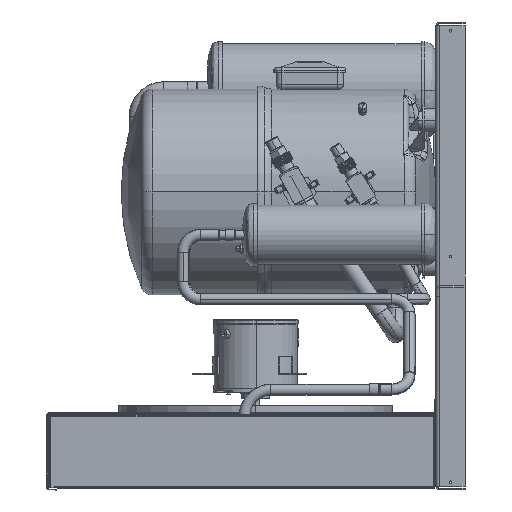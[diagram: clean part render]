
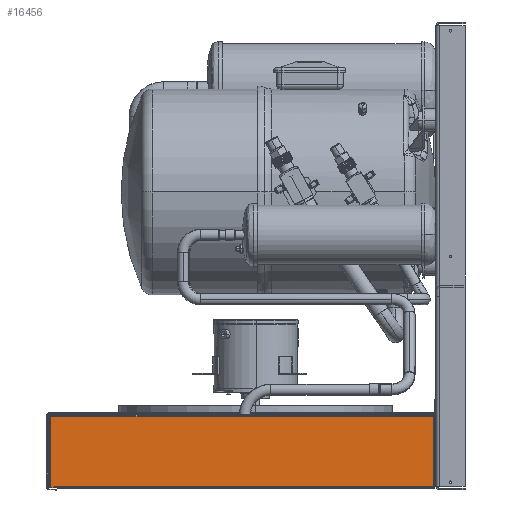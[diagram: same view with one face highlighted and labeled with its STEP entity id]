
A CAD part, left-side view. The second image highlights one B-rep face of the part: STEP entity #16456.
In plain terms, the highlighted face is planar.
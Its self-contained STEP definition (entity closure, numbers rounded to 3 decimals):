
#365 = EDGE_CURVE ( 'NONE', #17635, #121560, #24634, .T. ) ;
#3362 = VECTOR ( 'NONE', #114302, 1000. ) ;
#4224 = DIRECTION ( 'NONE',  ( 0., 0., 1. ) ) ;
#5025 = CARTESIAN_POINT ( 'NONE',  ( 0., 654.8, -121.25 ) ) ;
#6992 = VERTEX_POINT ( 'NONE', #114216 ) ;
#7043 = DIRECTION ( 'NONE',  ( 0., 0., 1. ) ) ;
#7134 = CARTESIAN_POINT ( 'NONE',  ( 0., 645.5, -1.8 ) ) ;
#10313 = DIRECTION ( 'NONE',  ( 0., 0., -1. ) ) ;
#10568 = VECTOR ( 'NONE', #66522, 1000. ) ;
#12328 = VERTEX_POINT ( 'NONE', #103691 ) ;
#12741 = CARTESIAN_POINT ( 'NONE',  ( 0., 0., -121.25 ) ) ;
#13584 = ORIENTED_EDGE ( 'NONE', *, *, #24029, .F. ) ;
#14325 = CARTESIAN_POINT ( 'NONE',  ( 0., 646.25, 0. ) ) ;
#15724 = CARTESIAN_POINT ( 'NONE',  ( 0., 654.8, -122. ) ) ;
#15944 = EDGE_CURVE ( 'NONE', #93791, #108268, #98594, .T. ) ;
#16456 = ADVANCED_FACE ( 'NONE', ( #82043 ), #101114, .F. ) ;
#17099 = CARTESIAN_POINT ( 'NONE',  ( 0., 655.55, 0. ) ) ;
#17635 = VERTEX_POINT ( 'NONE', #18922 ) ;
#18054 = EDGE_CURVE ( 'NONE', #36298, #97781, #101229, .T. ) ;
#18184 = ORIENTED_EDGE ( 'NONE', *, *, #54346, .F. ) ;
#18670 = EDGE_CURVE ( 'NONE', #76656, #59076, #98004, .T. ) ;
#18922 = CARTESIAN_POINT ( 'NONE',  ( 0., 655.55, -125.3 ) ) ;
#22892 = ORIENTED_EDGE ( 'NONE', *, *, #66814, .F. ) ;
#23154 = DIRECTION ( 'NONE',  ( 0., -1., 0. ) ) ;
#24029 = EDGE_CURVE ( 'NONE', #17635, #6992, #40643, .T. ) ;
#24634 = LINE ( 'NONE', #116248, #49894 ) ;
#27908 = ORIENTED_EDGE ( 'NONE', *, *, #103067, .F. ) ;
#28432 = VECTOR ( 'NONE', #101908, 1000. ) ;
#29454 = EDGE_CURVE ( 'NONE', #59076, #108824, #86385, .T. ) ;
#29767 = DIRECTION ( 'NONE',  ( 0., -1., 0. ) ) ;
#31551 = DIRECTION ( 'NONE',  ( 0., 1., 0. ) ) ;
#32164 = EDGE_CURVE ( 'NONE', #12328, #108824, #103976, .T. ) ;
#33783 = VECTOR ( 'NONE', #92469, 1000. ) ;
#34501 = ORIENTED_EDGE ( 'NONE', *, *, #100550, .F. ) ;
#36298 = VERTEX_POINT ( 'NONE', #115492 ) ;
#36461 = LINE ( 'NONE', #118142, #83993 ) ;
#38293 = CARTESIAN_POINT ( 'NONE',  ( 0., 1.8, -122. ) ) ;
#39249 = EDGE_LOOP ( 'NONE', ( #90136, #112437, #50396, #100508, #18184, #66316, #34501, #98877, #27908, #22892, #13584, #119584 ) ) ;
#40643 = LINE ( 'NONE', #17099, #113465 ) ;
#41499 = VECTOR ( 'NONE', #10313, 1000. ) ;
#41969 = CARTESIAN_POINT ( 'NONE',  ( 0., 1.8, -122. ) ) ;
#45026 = DIRECTION ( 'NONE',  ( -1., 0., 0. ) ) ;
#48162 = CARTESIAN_POINT ( 'NONE',  ( 0., 645.5, 0. ) ) ;
#48460 = AXIS2_PLACEMENT_3D ( 'NONE', #82005, #45026, #111496 ) ;
#49240 = LINE ( 'NONE', #95566, #10568 ) ;
#49894 = VECTOR ( 'NONE', #31551, 1000. ) ;
#50396 = ORIENTED_EDGE ( 'NONE', *, *, #29454, .F. ) ;
#54346 = EDGE_CURVE ( 'NONE', #36298, #76656, #91991, .T. ) ;
#59076 = VERTEX_POINT ( 'NONE', #110329 ) ;
#65511 = DIRECTION ( 'NONE',  ( 0., 1., 0. ) ) ;
#66316 = ORIENTED_EDGE ( 'NONE', *, *, #18054, .T. ) ;
#66522 = DIRECTION ( 'NONE',  ( 0., 0., 1. ) ) ;
#66814 = EDGE_CURVE ( 'NONE', #6992, #96899, #85525, .T. ) ;
#67503 = CARTESIAN_POINT ( 'NONE',  ( 0., 0., 0. ) ) ;
#72616 = CARTESIAN_POINT ( 'NONE',  ( 0., 645.5, -2.55 ) ) ;
#72730 = VECTOR ( 'NONE', #65511, 1000. ) ;
#76656 = VERTEX_POINT ( 'NONE', #72616 ) ;
#78711 = VECTOR ( 'NONE', #29767, 1000. ) ;
#80670 = CARTESIAN_POINT ( 'NONE',  ( 0., 656.5, -125.3 ) ) ;
#81606 = CARTESIAN_POINT ( 'NONE',  ( 0., 1.8, -1.8 ) ) ;
#82005 = CARTESIAN_POINT ( 'NONE',  ( 0., 0., 0. ) ) ;
#82043 = FACE_OUTER_BOUND ( 'NONE', #39249, .T. ) ;
#82978 = CARTESIAN_POINT ( 'NONE',  ( 0., 654.8, 0. ) ) ;
#83993 = VECTOR ( 'NONE', #4224, 1000. ) ;
#85525 = LINE ( 'NONE', #12741, #110837 ) ;
#86385 = LINE ( 'NONE', #92624, #111712 ) ;
#90136 = ORIENTED_EDGE ( 'NONE', *, *, #118915, .T. ) ;
#91991 = LINE ( 'NONE', #48162, #41499 ) ;
#92469 = DIRECTION ( 'NONE',  ( 0., 0., -1. ) ) ;
#92624 = CARTESIAN_POINT ( 'NONE',  ( 0., 646.25, 0. ) ) ;
#93791 = VERTEX_POINT ( 'NONE', #41969 ) ;
#95566 = CARTESIAN_POINT ( 'NONE',  ( 0., 1.8, -125.3 ) ) ;
#96899 = VERTEX_POINT ( 'NONE', #5025 ) ;
#97781 = VERTEX_POINT ( 'NONE', #81606 ) ;
#98004 = LINE ( 'NONE', #122353, #72730 ) ;
#98594 = LINE ( 'NONE', #38293, #3362 ) ;
#98877 = ORIENTED_EDGE ( 'NONE', *, *, #15944, .T. ) ;
#100508 = ORIENTED_EDGE ( 'NONE', *, *, #18670, .F. ) ;
#100550 = EDGE_CURVE ( 'NONE', #93791, #97781, #49240, .T. ) ;
#101114 = PLANE ( 'NONE',  #48460 ) ;
#101229 = LINE ( 'NONE', #7134, #28432 ) ;
#101908 = DIRECTION ( 'NONE',  ( 0., -1., 0. ) ) ;
#103067 = EDGE_CURVE ( 'NONE', #96899, #108268, #106563, .T. ) ;
#103691 = CARTESIAN_POINT ( 'NONE',  ( 0., 656.5, 0. ) ) ;
#103976 = LINE ( 'NONE', #67503, #78711 ) ;
#106563 = LINE ( 'NONE', #82978, #33783 ) ;
#108268 = VERTEX_POINT ( 'NONE', #15724 ) ;
#108824 = VERTEX_POINT ( 'NONE', #14325 ) ;
#110329 = CARTESIAN_POINT ( 'NONE',  ( 0., 646.25, -2.55 ) ) ;
#110837 = VECTOR ( 'NONE', #23154, 1000. ) ;
#111496 = DIRECTION ( 'NONE',  ( 0., 0., 1. ) ) ;
#111712 = VECTOR ( 'NONE', #7043, 1000. ) ;
#112437 = ORIENTED_EDGE ( 'NONE', *, *, #32164, .T. ) ;
#113465 = VECTOR ( 'NONE', #121672, 1000. ) ;
#114216 = CARTESIAN_POINT ( 'NONE',  ( 0., 655.55, -121.25 ) ) ;
#114302 = DIRECTION ( 'NONE',  ( 0., 1., 0. ) ) ;
#115492 = CARTESIAN_POINT ( 'NONE',  ( 0., 645.5, -1.8 ) ) ;
#116248 = CARTESIAN_POINT ( 'NONE',  ( 0., 659.8, -125.3 ) ) ;
#118142 = CARTESIAN_POINT ( 'NONE',  ( 0., 656.5, -125.3 ) ) ;
#118915 = EDGE_CURVE ( 'NONE', #121560, #12328, #36461, .T. ) ;
#119584 = ORIENTED_EDGE ( 'NONE', *, *, #365, .T. ) ;
#121560 = VERTEX_POINT ( 'NONE', #80670 ) ;
#121672 = DIRECTION ( 'NONE',  ( 0., 0., 1. ) ) ;
#122353 = CARTESIAN_POINT ( 'NONE',  ( 0., 0., -2.55 ) ) ;
